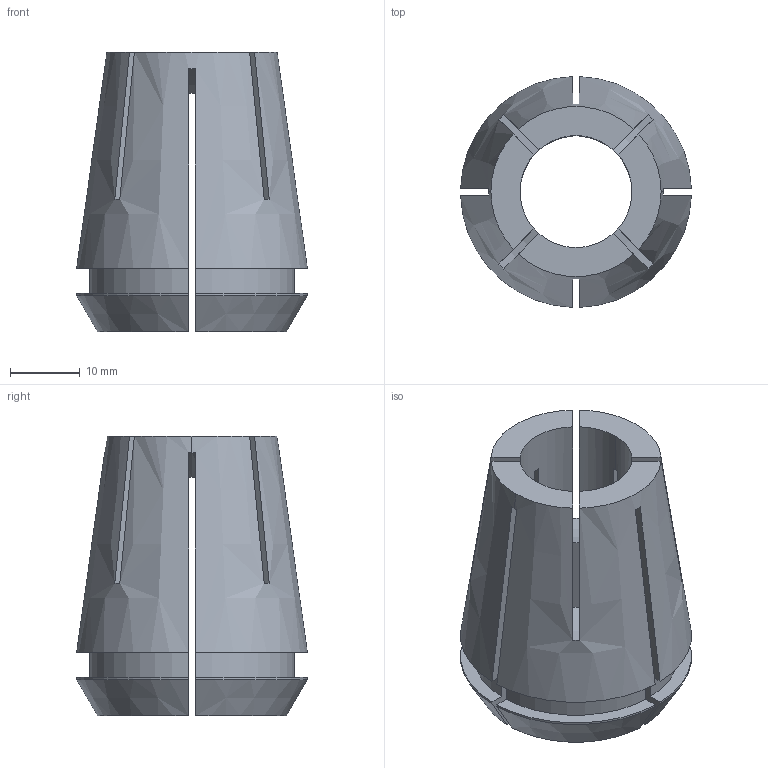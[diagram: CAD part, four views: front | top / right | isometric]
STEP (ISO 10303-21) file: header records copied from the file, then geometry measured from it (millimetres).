
FILE_DESCRIPTION (( 'STEP AP203' ), '1' );
FILE_NAME ('STP-202.127.32.16.STEP', '2017-04-07T09:17:39', ( 'user' ), ( '' ), 'SwSTEP 2.0', 'SolidWorks 2015', '' );
FILE_SCHEMA (( 'CONFIG_CONTROL_DESIGN' ));
Length unit declared in the file: millimetre
Products named in the file (1): STP-202.127.32.16
Bounding box: 32.99 x 32.99 x 40 mm (x, y, z)
Volume: 16749 mm3; surface area: 9595 mm2
Topology: 1 solids, 1 shells, 68 faces, 192 edges, 128 vertices
Faces by surface type: plane 36, cylinder 18, bspline 8, cone 6
Entity records: 2405 total; most frequent: CARTESIAN_POINT 605, ORIENTED_EDGE 384, DIRECTION 342, EDGE_CURVE 192, AXIS2_PLACEMENT_3D 133, VERTEX_POINT 128, LINE 76, VECTOR 76
